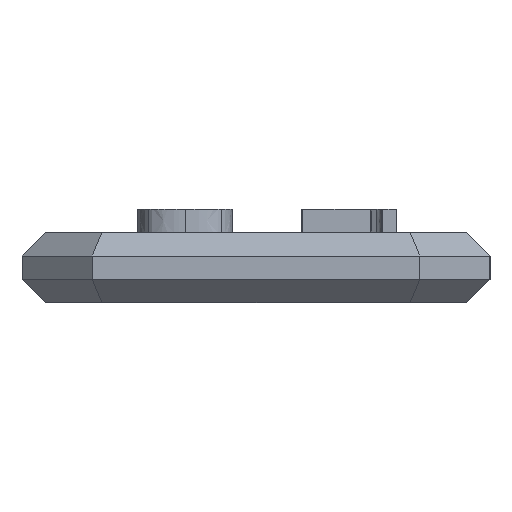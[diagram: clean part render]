
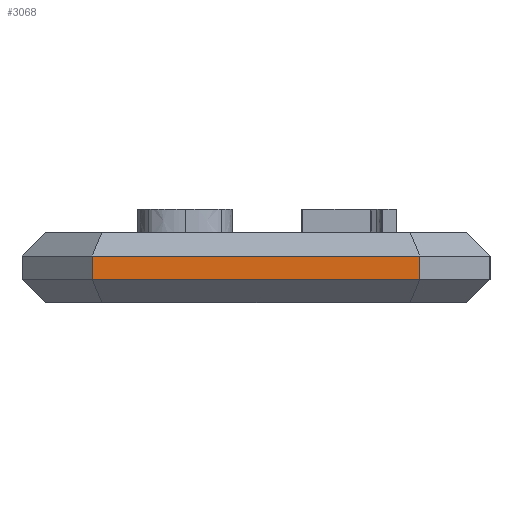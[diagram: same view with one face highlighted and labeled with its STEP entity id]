
A CAD part, left-side view. The second image highlights one B-rep face of the part: STEP entity #3068.
In plain terms, the highlighted planar face has unit normal (-1, 0, 0).
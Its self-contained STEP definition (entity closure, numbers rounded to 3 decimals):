
#3068=ADVANCED_FACE('',(#6461),#6463,.T.);
#6461=FACE_BOUND('',#6462,.T.);
#6462=EDGE_LOOP('',(#9548,#9549,#9550,#9551));
#6463=PLANE('',#6464);
#6464=AXIS2_PLACEMENT_3D('',#6465,#6466,#6467);
#6465=CARTESIAN_POINT('',(-30.,10.,0.));
#6466=DIRECTION('',(-1.,0.,0.));
#6467=DIRECTION('',(0.,-1.,0.));
#9548=ORIENTED_EDGE('',*,*,#10952,.T.);
#9549=ORIENTED_EDGE('',*,*,#11610,.T.);
#9550=ORIENTED_EDGE('',*,*,#10977,.F.);
#9551=ORIENTED_EDGE('',*,*,#11611,.F.);
#10952=EDGE_CURVE('',#12577,#12578,#12579,.T.);
#10977=EDGE_CURVE('',#12612,#12615,#12616,.T.);
#11610=EDGE_CURVE('',#12578,#12615,#13564,.T.);
#11611=EDGE_CURVE('',#12577,#12612,#13565,.T.);
#12577=VERTEX_POINT('',#15395);
#12578=VERTEX_POINT('',#15396);
#12579=LINE('',#15397,#15398);
#12612=VERTEX_POINT('',#15476);
#12615=VERTEX_POINT('',#15483);
#12616=LINE('',#15484,#15485);
#13564=LINE('',#17698,#17699);
#13565=LINE('',#17701,#17702);
#15395=CARTESIAN_POINT('',(-30.,7.,1.));
#15396=CARTESIAN_POINT('',(-30.,-7.,1.));
#15397=CARTESIAN_POINT('',(-30.,7.,1.));
#15398=VECTOR('',#15399,1.);
#15399=DIRECTION('',(0.,-1.,0.));
#15476=CARTESIAN_POINT('',(-30.,7.,2.));
#15483=CARTESIAN_POINT('',(-30.,-7.,2.));
#15484=CARTESIAN_POINT('',(-30.,7.,2.));
#15485=VECTOR('',#15486,1.);
#15486=DIRECTION('',(0.,-1.,0.));
#17698=CARTESIAN_POINT('',(-30.,-7.,1.));
#17699=VECTOR('',#17700,1.);
#17700=DIRECTION('',(0.,0.,1.));
#17701=CARTESIAN_POINT('',(-30.,7.,1.));
#17702=VECTOR('',#17703,1.);
#17703=DIRECTION('',(0.,0.,1.));
